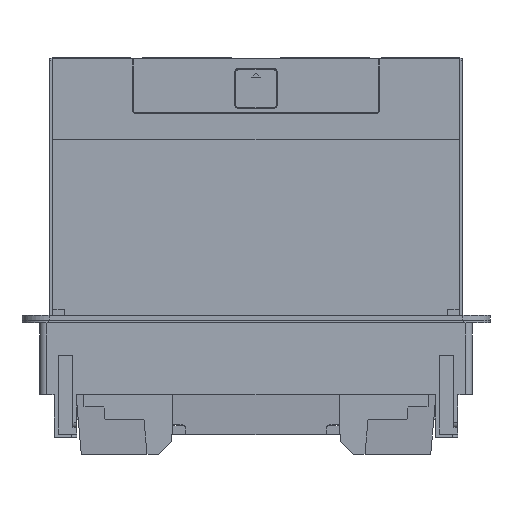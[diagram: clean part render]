
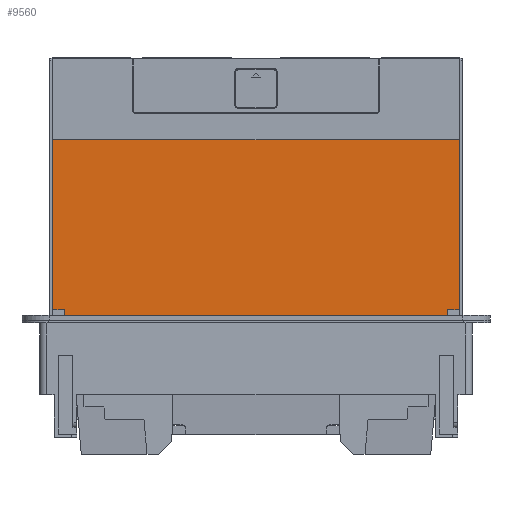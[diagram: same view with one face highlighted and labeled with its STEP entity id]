
A CAD part, front view. The second image highlights one B-rep face of the part: STEP entity #9560.
In plain terms, the highlighted face is planar.
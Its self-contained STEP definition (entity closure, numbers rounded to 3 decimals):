
#9276=CARTESIAN_POINT('Vertex',(-123.725,75.2,4.4)) ;
#9281=CARTESIAN_POINT('Line Origine',(0.,75.2,4.4)) ;
#9285=CARTESIAN_POINT('Vertex',(123.725,75.2,4.4)) ;
#9466=CARTESIAN_POINT('Axis2P3D Location',(0.,0.,4.4)) ;
#9471=CARTESIAN_POINT('Line Origine',(-123.725,23.475,4.4)) ;
#9475=CARTESIAN_POINT('Vertex',(-123.725,-28.25,4.4)) ;
#9478=CARTESIAN_POINT('Line Origine',(-120.238,-28.25,4.4)) ;
#9482=CARTESIAN_POINT('Vertex',(-116.75,-28.25,4.4)) ;
#9485=CARTESIAN_POINT('Line Origine',(-116.75,-32.75,4.4)) ;
#9489=CARTESIAN_POINT('Vertex',(-116.75,-37.25,4.4)) ;
#9492=CARTESIAN_POINT('Line Origine',(-122.,-37.25,4.4)) ;
#9496=CARTESIAN_POINT('Vertex',(-127.25,-37.25,4.4)) ;
#9499=CARTESIAN_POINT('Line Origine',(-127.25,-39.25,4.4)) ;
#9503=CARTESIAN_POINT('Vertex',(-127.25,-41.25,4.4)) ;
#9506=CARTESIAN_POINT('Line Origine',(0.,-41.25,4.4)) ;
#9510=CARTESIAN_POINT('Vertex',(127.25,-41.25,4.4)) ;
#9513=CARTESIAN_POINT('Line Origine',(127.25,-39.25,4.4)) ;
#9517=CARTESIAN_POINT('Vertex',(127.25,-37.25,4.4)) ;
#9520=CARTESIAN_POINT('Line Origine',(122.,-37.25,4.4)) ;
#9524=CARTESIAN_POINT('Vertex',(116.75,-37.25,4.4)) ;
#9527=CARTESIAN_POINT('Line Origine',(116.75,-32.75,4.4)) ;
#9531=CARTESIAN_POINT('Vertex',(116.75,-28.25,4.4)) ;
#9534=CARTESIAN_POINT('Line Origine',(120.238,-28.25,4.4)) ;
#9538=CARTESIAN_POINT('Vertex',(123.725,-28.25,4.4)) ;
#9541=CARTESIAN_POINT('Line Origine',(123.725,23.475,4.4)) ;
#9283=VECTOR('Line Direction',#9282,1.) ;
#9473=VECTOR('Line Direction',#9472,1.) ;
#9480=VECTOR('Line Direction',#9479,1.) ;
#9487=VECTOR('Line Direction',#9486,1.) ;
#9494=VECTOR('Line Direction',#9493,1.) ;
#9501=VECTOR('Line Direction',#9500,1.) ;
#9508=VECTOR('Line Direction',#9507,1.) ;
#9515=VECTOR('Line Direction',#9514,1.) ;
#9522=VECTOR('Line Direction',#9521,1.) ;
#9529=VECTOR('Line Direction',#9528,1.) ;
#9536=VECTOR('Line Direction',#9535,1.) ;
#9543=VECTOR('Line Direction',#9542,1.) ;
#9282=DIRECTION('Vector Direction',(-1.,0.,0.)) ;
#9467=DIRECTION('Axis2P3D Direction',(0.,0.,1.)) ;
#9468=DIRECTION('Axis2P3D XDirection',(1.,0.,0.)) ;
#9472=DIRECTION('Vector Direction',(0.,-1.,0.)) ;
#9479=DIRECTION('Vector Direction',(-1.,0.,0.)) ;
#9486=DIRECTION('Vector Direction',(0.,1.,0.)) ;
#9493=DIRECTION('Vector Direction',(1.,0.,0.)) ;
#9500=DIRECTION('Vector Direction',(0.,-1.,0.)) ;
#9507=DIRECTION('Vector Direction',(-1.,0.,0.)) ;
#9514=DIRECTION('Vector Direction',(0.,-1.,0.)) ;
#9521=DIRECTION('Vector Direction',(-1.,0.,0.)) ;
#9528=DIRECTION('Vector Direction',(0.,1.,0.)) ;
#9535=DIRECTION('Vector Direction',(1.,0.,0.)) ;
#9542=DIRECTION('Vector Direction',(0.,-1.,0.)) ;
#9469=AXIS2_PLACEMENT_3D('Plane Axis2P3D',#9466,#9467,#9468) ;
#9284=LINE('Line',#9281,#9283) ;
#9474=LINE('Line',#9471,#9473) ;
#9481=LINE('Line',#9478,#9480) ;
#9488=LINE('Line',#9485,#9487) ;
#9495=LINE('Line',#9492,#9494) ;
#9502=LINE('Line',#9499,#9501) ;
#9509=LINE('Line',#9506,#9508) ;
#9516=LINE('Line',#9513,#9515) ;
#9523=LINE('Line',#9520,#9522) ;
#9530=LINE('Line',#9527,#9529) ;
#9537=LINE('Line',#9534,#9536) ;
#9544=LINE('Line',#9541,#9543) ;
#9470=PLANE('',#9469) ;
#9287=EDGE_CURVE('',#9277,#9286,#9284,.F.) ;
#9477=EDGE_CURVE('',#9277,#9476,#9474,.T.) ;
#9484=EDGE_CURVE('',#9476,#9483,#9481,.F.) ;
#9491=EDGE_CURVE('',#9483,#9490,#9488,.F.) ;
#9498=EDGE_CURVE('',#9490,#9497,#9495,.F.) ;
#9505=EDGE_CURVE('',#9497,#9504,#9502,.T.) ;
#9512=EDGE_CURVE('',#9504,#9511,#9509,.F.) ;
#9519=EDGE_CURVE('',#9511,#9518,#9516,.F.) ;
#9526=EDGE_CURVE('',#9518,#9525,#9523,.T.) ;
#9533=EDGE_CURVE('',#9525,#9532,#9530,.T.) ;
#9540=EDGE_CURVE('',#9532,#9539,#9537,.T.) ;
#9545=EDGE_CURVE('',#9539,#9286,#9544,.F.) ;
#9547=ORIENTED_EDGE('',*,*,#9477,.T.) ;
#9548=ORIENTED_EDGE('',*,*,#9484,.T.) ;
#9549=ORIENTED_EDGE('',*,*,#9491,.T.) ;
#9550=ORIENTED_EDGE('',*,*,#9498,.T.) ;
#9551=ORIENTED_EDGE('',*,*,#9505,.T.) ;
#9552=ORIENTED_EDGE('',*,*,#9512,.T.) ;
#9553=ORIENTED_EDGE('',*,*,#9519,.T.) ;
#9554=ORIENTED_EDGE('',*,*,#9526,.T.) ;
#9555=ORIENTED_EDGE('',*,*,#9533,.T.) ;
#9556=ORIENTED_EDGE('',*,*,#9540,.T.) ;
#9557=ORIENTED_EDGE('',*,*,#9545,.T.) ;
#9558=ORIENTED_EDGE('',*,*,#9287,.F.) ;
#9546=EDGE_LOOP('',(#9547,#9548,#9549,#9550,#9551,#9552,#9553,#9554,#9555,#9556,#9557,#9558)) ;
#9277=VERTEX_POINT('',#9276) ;
#9286=VERTEX_POINT('',#9285) ;
#9476=VERTEX_POINT('',#9475) ;
#9483=VERTEX_POINT('',#9482) ;
#9490=VERTEX_POINT('',#9489) ;
#9497=VERTEX_POINT('',#9496) ;
#9504=VERTEX_POINT('',#9503) ;
#9511=VERTEX_POINT('',#9510) ;
#9518=VERTEX_POINT('',#9517) ;
#9525=VERTEX_POINT('',#9524) ;
#9532=VERTEX_POINT('',#9531) ;
#9539=VERTEX_POINT('',#9538) ;
#9560=ADVANCED_FACE('Corps principal',(#9559),#9470,.T.) ;
#9559=FACE_OUTER_BOUND('',#9546,.T.) ;
